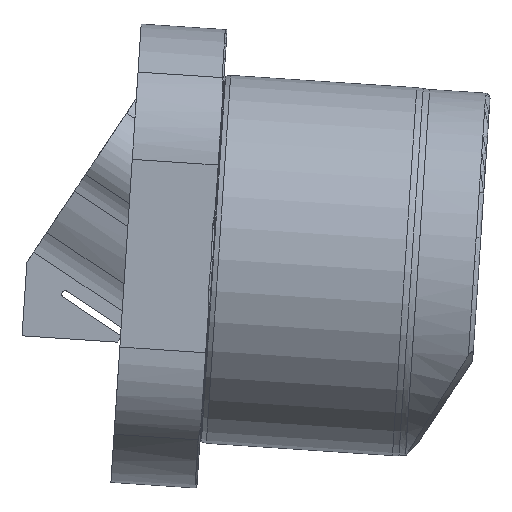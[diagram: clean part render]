
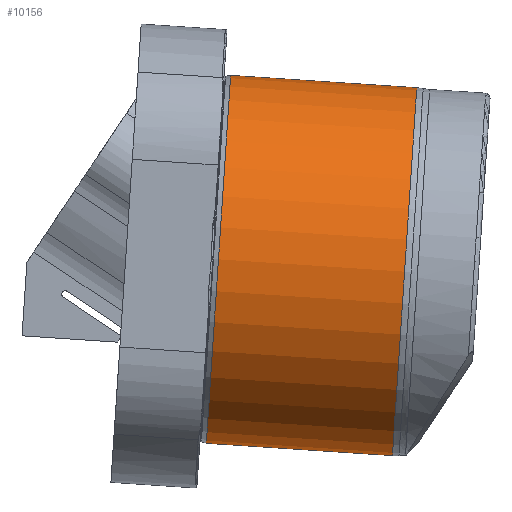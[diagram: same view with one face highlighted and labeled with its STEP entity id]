
A CAD part, left-side view. The second image highlights one B-rep face of the part: STEP entity #10156.
In plain terms, the highlighted cylindrical face has radius 14.992 mm (diameter 29.985 mm), a partial arc.
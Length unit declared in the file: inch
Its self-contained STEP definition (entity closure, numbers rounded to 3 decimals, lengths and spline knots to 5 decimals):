
#82 = DIRECTION ( 'NONE',  ( 0., 1., 0. ) ) ;
#256 = AXIS2_PLACEMENT_3D ( 'NONE', #5821, #82, #6757 ) ;
#710 = EDGE_CURVE ( 'NONE', #3207, #3531, #8014, .T. ) ;
#744 = DIRECTION ( 'NONE',  ( 0., -1., 0. ) ) ;
#1363 = AXIS2_PLACEMENT_3D ( 'NONE', #3726, #12197, #10366 ) ;
#2259 = EDGE_CURVE ( 'NONE', #6791, #3207, #4135, .T. ) ;
#2671 = ORIENTED_EDGE ( 'NONE', *, *, #2259, .T. ) ;
#2916 = DIRECTION ( 'NONE',  ( 0., -1., 0. ) ) ;
#2968 = ORIENTED_EDGE ( 'NONE', *, *, #710, .T. ) ;
#3160 = EDGE_CURVE ( 'NONE', #3531, #8983, #9611, .T. ) ;
#3207 = VERTEX_POINT ( 'NONE', #9569 ) ;
#3531 = VERTEX_POINT ( 'NONE', #7564 ) ;
#3607 = CYLINDRICAL_SURFACE ( 'NONE', #1363, 0.59026 ) ;
#3726 = CARTESIAN_POINT ( 'NONE',  ( 0., 1.0886, 0.01389 ) ) ;
#3738 = CARTESIAN_POINT ( 'NONE',  ( 0., 1.0886, -0.57637 ) ) ;
#3930 = FACE_OUTER_BOUND ( 'NONE', #11208, .T. ) ;
#4135 = CIRCLE ( 'NONE', #4175, 0.59026 ) ;
#4175 = AXIS2_PLACEMENT_3D ( 'NONE', #6456, #744, #7426 ) ;
#4661 = CARTESIAN_POINT ( 'NONE',  ( 0., 1.0886, 0.60415 ) ) ;
#5613 = DIRECTION ( 'NONE',  ( 0., -1., 0. ) ) ;
#5821 = CARTESIAN_POINT ( 'NONE',  ( 0., -0.69717, 0.01389 ) ) ;
#6456 = CARTESIAN_POINT ( 'NONE',  ( 0., -0.09992, 0.01389 ) ) ;
#6757 = DIRECTION ( 'NONE',  ( 0., 0., -1. ) ) ;
#6791 = VERTEX_POINT ( 'NONE', #9375 ) ;
#6990 = VECTOR ( 'NONE', #2916, 39.37008 ) ;
#7170 = LINE ( 'NONE', #4661, #7772 ) ;
#7426 = DIRECTION ( 'NONE',  ( 0., 0., -1. ) ) ;
#7564 = CARTESIAN_POINT ( 'NONE',  ( 0., -0.69717, -0.57637 ) ) ;
#7772 = VECTOR ( 'NONE', #5613, 39.37008 ) ;
#7797 = ORIENTED_EDGE ( 'NONE', *, *, #3160, .T. ) ;
#8014 = LINE ( 'NONE', #3738, #6990 ) ;
#8983 = VERTEX_POINT ( 'NONE', #10996 ) ;
#9375 = CARTESIAN_POINT ( 'NONE',  ( 0., -0.09992, 0.60415 ) ) ;
#9569 = CARTESIAN_POINT ( 'NONE',  ( 0., -0.09992, -0.57637 ) ) ;
#9611 = CIRCLE ( 'NONE', #256, 0.59026 ) ;
#10156 = ADVANCED_FACE ( 'NONE', ( #3930 ), #3607, .T. ) ;
#10366 = DIRECTION ( 'NONE',  ( 0., 0., -1. ) ) ;
#10996 = CARTESIAN_POINT ( 'NONE',  ( 0., -0.69717, 0.60415 ) ) ;
#11138 = EDGE_CURVE ( 'NONE', #6791, #8983, #7170, .T. ) ;
#11208 = EDGE_LOOP ( 'NONE', ( #11699, #2671, #2968, #7797 ) ) ;
#11699 = ORIENTED_EDGE ( 'NONE', *, *, #11138, .F. ) ;
#12197 = DIRECTION ( 'NONE',  ( 0., -1., 0. ) ) ;
